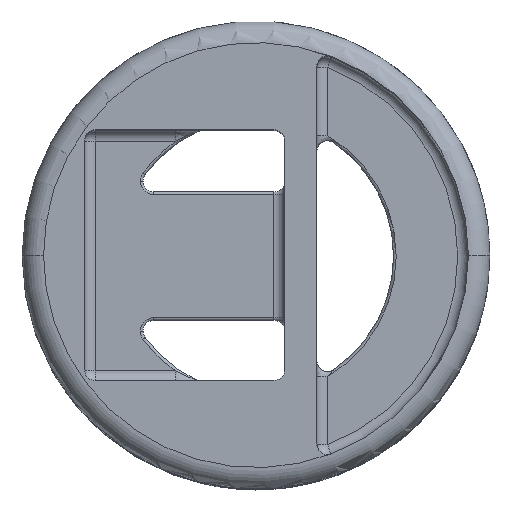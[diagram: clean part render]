
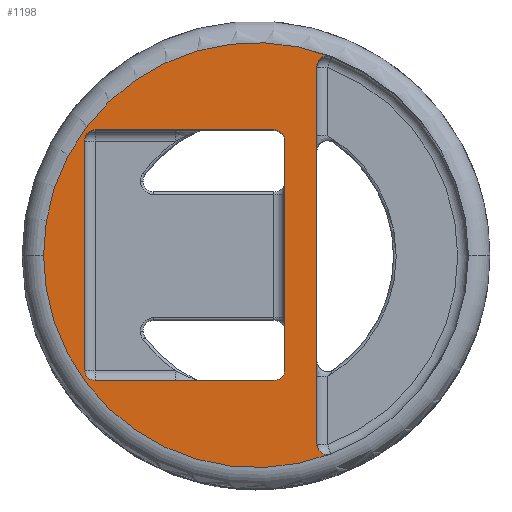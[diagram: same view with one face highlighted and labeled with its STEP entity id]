
A CAD part, top view. The second image highlights one B-rep face of the part: STEP entity #1198.
In plain terms, the highlighted planar face has unit normal (0, 0, 1).
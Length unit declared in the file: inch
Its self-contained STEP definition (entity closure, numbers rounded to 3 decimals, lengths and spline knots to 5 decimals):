
#76 = CARTESIAN_POINT ( 'NONE',  ( -1.24, 0., 1.6875 ) ) ;
#273 = ORIENTED_EDGE ( 'NONE', *, *, #3914, .T. ) ;
#351 = DIRECTION ( 'NONE',  ( 1., 0., 0. ) ) ;
#469 = EDGE_CURVE ( 'NONE', #9353, #10325, #8894, .T. ) ;
#517 = DIRECTION ( 'NONE',  ( 1., 0., 0. ) ) ;
#532 = LINE ( 'NONE', #3220, #4495 ) ;
#568 = EDGE_LOOP ( 'NONE', ( #7225, #11086, #10382, #4514, #11594, #935, #5816, #10379 ) ) ;
#758 = DIRECTION ( 'NONE',  ( 0., 0., 1. ) ) ;
#935 = ORIENTED_EDGE ( 'NONE', *, *, #11503, .T. ) ;
#965 = DIRECTION ( 'NONE',  ( 0., 0., 1. ) ) ;
#1198 = ADVANCED_FACE ( 'NONE', ( #5502, #1921 ), #1806, .T. ) ;
#1440 = VECTOR ( 'NONE', #3814, 39.37008 ) ;
#1564 = DIRECTION ( 'NONE',  ( 0., 0., -1. ) ) ;
#1590 = AXIS2_PLACEMENT_3D ( 'NONE', #5869, #3233, #9506 ) ;
#1613 = VERTEX_POINT ( 'NONE', #6451 ) ;
#1652 = EDGE_CURVE ( 'NONE', #3805, #3685, #10139, .T. ) ;
#1750 = EDGE_CURVE ( 'NONE', #4369, #10967, #8815, .T. ) ;
#1755 = DIRECTION ( 'NONE',  ( 1., 0., 0. ) ) ;
#1804 = CARTESIAN_POINT ( 'NONE',  ( 0.43941, 1.15953, 1.6875 ) ) ;
#1806 = PLANE ( 'NONE',  #10173 ) ;
#1845 = CIRCLE ( 'NONE', #4143, 0.0625 ) ;
#1921 = FACE_OUTER_BOUND ( 'NONE', #10198, .T. ) ;
#2136 = CARTESIAN_POINT ( 'NONE',  ( -0.93854, 0.66929, 1.6875 ) ) ;
#2325 = DIRECTION ( 'NONE',  ( 1., 0., 0. ) ) ;
#2455 = VERTEX_POINT ( 'NONE', #1804 ) ;
#2604 = AXIS2_PLACEMENT_3D ( 'NONE', #7851, #7012, #1755 ) ;
#2733 = LINE ( 'NONE', #5420, #1440 ) ;
#2740 = VECTOR ( 'NONE', #3295, 39.37008 ) ;
#2813 = EDGE_CURVE ( 'NONE', #9353, #5347, #532, .T. ) ;
#2885 = DIRECTION ( 'NONE',  ( 0., 0., -1. ) ) ;
#2970 = CIRCLE ( 'NONE', #5073, 1.24 ) ;
#3005 = CARTESIAN_POINT ( 'NONE',  ( 0.10477, -0.73179, 1.6875 ) ) ;
#3014 = CARTESIAN_POINT ( 'NONE',  ( 0.16727, 0.66929, 1.6875 ) ) ;
#3064 = AXIS2_PLACEMENT_3D ( 'NONE', #6828, #1564, #10648 ) ;
#3078 = AXIS2_PLACEMENT_3D ( 'NONE', #4603, #10932, #9189 ) ;
#3220 = CARTESIAN_POINT ( 'NONE',  ( -1.00104, -0.73179, 1.6875 ) ) ;
#3233 = DIRECTION ( 'NONE',  ( 0., 0., -1. ) ) ;
#3287 = EDGE_CURVE ( 'NONE', #8102, #4826, #1845, .T. ) ;
#3295 = DIRECTION ( 'NONE',  ( 0., -1., 0. ) ) ;
#3373 = CIRCLE ( 'NONE', #7763, 0.0625 ) ;
#3380 = CARTESIAN_POINT ( 'NONE',  ( 0.16727, 0.73179, 1.6875 ) ) ;
#3560 = CARTESIAN_POINT ( 'NONE',  ( 0.10477, 0.66929, 1.6875 ) ) ;
#3685 = VERTEX_POINT ( 'NONE', #6061 ) ;
#3805 = VERTEX_POINT ( 'NONE', #76 ) ;
#3814 = DIRECTION ( 'NONE',  ( -1., 0., 0. ) ) ;
#3914 = EDGE_CURVE ( 'NONE', #7817, #2455, #3373, .T. ) ;
#3983 = DIRECTION ( 'NONE',  ( 0., 1., 0. ) ) ;
#4143 = AXIS2_PLACEMENT_3D ( 'NONE', #2136, #7685, #517 ) ;
#4200 = LINE ( 'NONE', #7904, #2740 ) ;
#4211 = AXIS2_PLACEMENT_3D ( 'NONE', #3560, #4636, #7371 ) ;
#4213 = ORIENTED_EDGE ( 'NONE', *, *, #6485, .T. ) ;
#4369 = VERTEX_POINT ( 'NONE', #10783 ) ;
#4426 = EDGE_CURVE ( 'NONE', #10241, #10967, #6500, .T. ) ;
#4495 = VECTOR ( 'NONE', #351, 39.37008 ) ;
#4514 = ORIENTED_EDGE ( 'NONE', *, *, #4426, .T. ) ;
#4582 = CARTESIAN_POINT ( 'NONE',  ( -0.93854, -0.73179, 1.6875 ) ) ;
#4603 = CARTESIAN_POINT ( 'NONE',  ( 0., 0., 1.6875 ) ) ;
#4618 = VECTOR ( 'NONE', #10664, 39.37008 ) ;
#4636 = DIRECTION ( 'NONE',  ( 0., 0., -1. ) ) ;
#4737 = EDGE_CURVE ( 'NONE', #3685, #1613, #9356, .T. ) ;
#4826 = VERTEX_POINT ( 'NONE', #7906 ) ;
#4896 = ORIENTED_EDGE ( 'NONE', *, *, #11591, .T. ) ;
#5073 = AXIS2_PLACEMENT_3D ( 'NONE', #7993, #758, #8053 ) ;
#5323 = ORIENTED_EDGE ( 'NONE', *, *, #4737, .T. ) ;
#5347 = VERTEX_POINT ( 'NONE', #3005 ) ;
#5420 = CARTESIAN_POINT ( 'NONE',  ( -1.00104, 0.73179, 1.6875 ) ) ;
#5502 = FACE_BOUND ( 'NONE', #568, .T. ) ;
#5623 = DIRECTION ( 'NONE',  ( 1., 0., 0. ) ) ;
#5706 = LINE ( 'NONE', #5767, #10362 ) ;
#5767 = CARTESIAN_POINT ( 'NONE',  ( 0.35477, 1.31809, 1.6875 ) ) ;
#5816 = ORIENTED_EDGE ( 'NONE', *, *, #2813, .F. ) ;
#5869 = CARTESIAN_POINT ( 'NONE',  ( 0.10477, -0.66929, 1.6875 ) ) ;
#5929 = CARTESIAN_POINT ( 'NONE',  ( 0.35477, 1.10109, 1.6875 ) ) ;
#6061 = CARTESIAN_POINT ( 'NONE',  ( 0.43941, -1.15953, 1.6875 ) ) ;
#6366 = CIRCLE ( 'NONE', #1590, 0.0625 ) ;
#6451 = CARTESIAN_POINT ( 'NONE',  ( 0.35477, -1.10109, 1.6875 ) ) ;
#6485 = EDGE_CURVE ( 'NONE', #2455, #3805, #2970, .T. ) ;
#6500 = CIRCLE ( 'NONE', #4211, 0.0625 ) ;
#6576 = EDGE_CURVE ( 'NONE', #10241, #4826, #2733, .T. ) ;
#6828 = CARTESIAN_POINT ( 'NONE',  ( 0.41727, -1.10109, 1.6875 ) ) ;
#7012 = DIRECTION ( 'NONE',  ( 0., 0., -1. ) ) ;
#7225 = ORIENTED_EDGE ( 'NONE', *, *, #11441, .F. ) ;
#7371 = DIRECTION ( 'NONE',  ( 1., 0., 0. ) ) ;
#7685 = DIRECTION ( 'NONE',  ( 0., 0., -1. ) ) ;
#7763 = AXIS2_PLACEMENT_3D ( 'NONE', #8445, #2885, #2325 ) ;
#7817 = VERTEX_POINT ( 'NONE', #5929 ) ;
#7851 = CARTESIAN_POINT ( 'NONE',  ( -0.93854, -0.66929, 1.6875 ) ) ;
#7904 = CARTESIAN_POINT ( 'NONE',  ( -1.00104, 0.73179, 1.6875 ) ) ;
#7906 = CARTESIAN_POINT ( 'NONE',  ( -0.93854, 0.73179, 1.6875 ) ) ;
#7993 = CARTESIAN_POINT ( 'NONE',  ( 0., 0., 1.6875 ) ) ;
#8053 = DIRECTION ( 'NONE',  ( 1., 0., 0. ) ) ;
#8102 = VERTEX_POINT ( 'NONE', #9000 ) ;
#8183 = CARTESIAN_POINT ( 'NONE',  ( 0.10477, 0.73179, 1.6875 ) ) ;
#8242 = CARTESIAN_POINT ( 'NONE',  ( -1.00104, -0.66929, 1.6875 ) ) ;
#8445 = CARTESIAN_POINT ( 'NONE',  ( 0.41727, 1.10109, 1.6875 ) ) ;
#8815 = LINE ( 'NONE', #3380, #4618 ) ;
#8894 = CIRCLE ( 'NONE', #2604, 0.0625 ) ;
#9000 = CARTESIAN_POINT ( 'NONE',  ( -1.00104, 0.66929, 1.6875 ) ) ;
#9006 = ORIENTED_EDGE ( 'NONE', *, *, #1652, .T. ) ;
#9141 = CARTESIAN_POINT ( 'NONE',  ( 0., 0., 1.6875 ) ) ;
#9189 = DIRECTION ( 'NONE',  ( 1., 0., 0. ) ) ;
#9353 = VERTEX_POINT ( 'NONE', #4582 ) ;
#9356 = CIRCLE ( 'NONE', #3064, 0.0625 ) ;
#9506 = DIRECTION ( 'NONE',  ( 1., 0., 0. ) ) ;
#10139 = CIRCLE ( 'NONE', #3078, 1.24 ) ;
#10173 = AXIS2_PLACEMENT_3D ( 'NONE', #9141, #965, #5623 ) ;
#10198 = EDGE_LOOP ( 'NONE', ( #273, #4213, #9006, #5323, #4896 ) ) ;
#10241 = VERTEX_POINT ( 'NONE', #8183 ) ;
#10325 = VERTEX_POINT ( 'NONE', #8242 ) ;
#10362 = VECTOR ( 'NONE', #3983, 39.37008 ) ;
#10379 = ORIENTED_EDGE ( 'NONE', *, *, #469, .T. ) ;
#10382 = ORIENTED_EDGE ( 'NONE', *, *, #6576, .F. ) ;
#10648 = DIRECTION ( 'NONE',  ( 1., 0., 0. ) ) ;
#10664 = DIRECTION ( 'NONE',  ( 0., 1., 0. ) ) ;
#10783 = CARTESIAN_POINT ( 'NONE',  ( 0.16727, -0.66929, 1.6875 ) ) ;
#10932 = DIRECTION ( 'NONE',  ( 0., 0., 1. ) ) ;
#10967 = VERTEX_POINT ( 'NONE', #3014 ) ;
#11086 = ORIENTED_EDGE ( 'NONE', *, *, #3287, .T. ) ;
#11441 = EDGE_CURVE ( 'NONE', #8102, #10325, #4200, .T. ) ;
#11503 = EDGE_CURVE ( 'NONE', #4369, #5347, #6366, .T. ) ;
#11591 = EDGE_CURVE ( 'NONE', #1613, #7817, #5706, .T. ) ;
#11594 = ORIENTED_EDGE ( 'NONE', *, *, #1750, .F. ) ;
